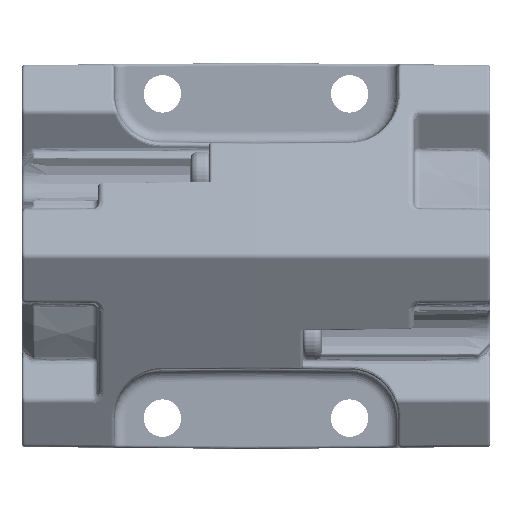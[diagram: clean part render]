
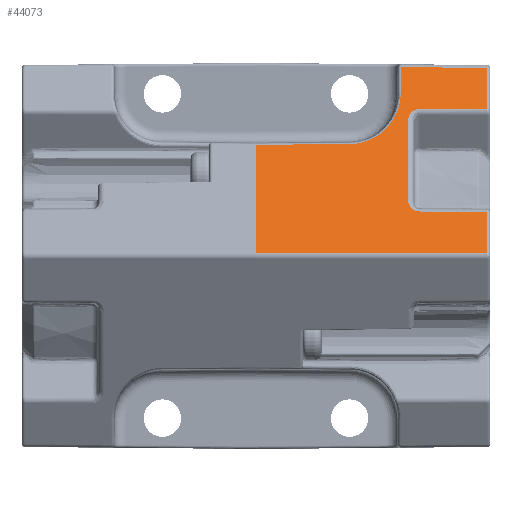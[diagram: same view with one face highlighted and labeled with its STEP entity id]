
A CAD part, front view. The second image highlights one B-rep face of the part: STEP entity #44073.
In plain terms, the highlighted planar face has unit normal (0.009, -0.866, 0.5).
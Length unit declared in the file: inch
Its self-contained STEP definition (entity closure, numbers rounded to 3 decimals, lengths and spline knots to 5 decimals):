
#494 = DIRECTION ( 'NONE',  ( 0.009, -0.866, 0.5 ) ) ;
#507 = VERTEX_POINT ( 'NONE', #30331 ) ;
#1064 =( BOUNDED_CURVE ( )  B_SPLINE_CURVE ( 3, ( #13375, #19072, #33284, #62159 ),
 .UNSPECIFIED., .F., .T. ) 
 B_SPLINE_CURVE_WITH_KNOTS ( ( 4, 4 ),
 ( 4.6899, 6.25687 ),
 .UNSPECIFIED. ) 
 CURVE ( )  GEOMETRIC_REPRESENTATION_ITEM ( )  RATIONAL_B_SPLINE_CURVE ( ( 1., 0.806, 0.806, 1. ) ) 
 REPRESENTATION_ITEM ( '' )  );
#1234 = ORIENTED_EDGE ( 'NONE', *, *, #13157, .T. ) ;
#1620 = VECTOR ( 'NONE', #55260, 39.37008 ) ;
#1773 = LINE ( 'NONE', #31248, #16140 ) ;
#3074 = LINE ( 'NONE', #52730, #58851 ) ;
#3153 = CARTESIAN_POINT ( 'NONE',  ( 0.52792, -0.45905, 0.4949 ) ) ;
#3359 = EDGE_CURVE ( 'NONE', #20082, #30476, #17259, .T. ) ;
#3907 = VERTEX_POINT ( 'NONE', #31328 ) ;
#4567 = CARTESIAN_POINT ( 'NONE',  ( 0.77764, -0.45642, 0.4951 ) ) ;
#5575 = CARTESIAN_POINT ( 'NONE',  ( 0., -0.53413, 0.37408 ) ) ;
#5809 = VECTOR ( 'NONE', #13220, 39.37008 ) ;
#6457 = DIRECTION ( 'NONE',  ( 0., 0.5, 0.866 ) ) ;
#7280 = CARTESIAN_POINT ( 'NONE',  ( 0.55067, -0.45871, 0.4951 ) ) ;
#8701 = VERTEX_POINT ( 'NONE', #54202 ) ;
#8766 = VECTOR ( 'NONE', #9147, 39.37008 ) ;
#8847 = CARTESIAN_POINT ( 'NONE',  ( 0.52811, -0.65823, 0.1499 ) ) ;
#9147 = DIRECTION ( 'NONE',  ( 0., 0.5, 0.866 ) ) ;
#9330 = DIRECTION ( 'NONE',  ( 0., 0.5, 0.866 ) ) ;
#10046 = FACE_OUTER_BOUND ( 'NONE', #44214, .T. ) ;
#10101 = CARTESIAN_POINT ( 'NONE',  ( 0.51198, -0.63578, 0.18907 ) ) ;
#10628 = DIRECTION ( 'NONE',  ( 0.004, -0.5, -0.866 ) ) ;
#11090 = VECTOR ( 'NONE', #18697, 39.37008 ) ;
#13157 = EDGE_CURVE ( 'NONE', #38163, #28295, #49061, .T. ) ;
#13220 = DIRECTION ( 'NONE',  ( -1., -0.005, 0.009 ) ) ;
#13375 = CARTESIAN_POINT ( 'NONE',  ( 0.48773, -0.42738, 0.55045 ) ) ;
#13825 = ORIENTED_EDGE ( 'NONE', *, *, #46698, .T. ) ;
#13873 = LINE ( 'NONE', #28436, #57773 ) ;
#14134 = AXIS2_PLACEMENT_3D ( 'NONE', #25570, #494, #34753 ) ;
#14551 = CARTESIAN_POINT ( 'NONE',  ( 0.00009, -0.53412, 0.37408 ) ) ;
#15190 = CARTESIAN_POINT ( 'NONE',  ( 0.51198, -0.48163, 0.45607 ) ) ;
#15291 = CARTESIAN_POINT ( 'NONE',  ( 0.55101, -0.4587, 0.4951 ) ) ;
#15372 = VECTOR ( 'NONE', #6457, 39.37008 ) ;
#15395 = ORIENTED_EDGE ( 'NONE', *, *, #56646, .F. ) ;
#15513 = CARTESIAN_POINT ( 'NONE',  ( 0.51198, -0.46473, 0.48534 ) ) ;
#16140 = VECTOR ( 'NONE', #20860, 39.37008 ) ;
#16641 = CARTESIAN_POINT ( 'NONE',  ( -0.00099, -0.46427, 0.4951 ) ) ;
#16785 = VERTEX_POINT ( 'NONE', #5575 ) ;
#17259 = LINE ( 'NONE', #16641, #1620 ) ;
#17658 = VERTEX_POINT ( 'NONE', #20959 ) ;
#17988 = EDGE_CURVE ( 'NONE', #38163, #507, #49109, .T. ) ;
#17999 = EDGE_CURVE ( 'NONE', #3907, #16785, #23442, .T. ) ;
#18205 = VERTEX_POINT ( 'NONE', #22443 ) ;
#18382 = CARTESIAN_POINT ( 'NONE',  ( 0.55101, -0.65812, 0.1497 ) ) ;
#18697 = DIRECTION ( 'NONE',  ( -1., -0.015, -0.009 ) ) ;
#19072 = CARTESIAN_POINT ( 'NONE',  ( 0.48824, -0.48561, 0.44959 ) ) ;
#19581 = LINE ( 'NONE', #48664, #58686 ) ;
#20082 = VERTEX_POINT ( 'NONE', #15291 ) ;
#20149 = LINE ( 'NONE', #45718, #59102 ) ;
#20183 = VERTEX_POINT ( 'NONE', #58984 ) ;
#20351 = EDGE_CURVE ( 'NONE', #60986, #28295, #52417, .T. ) ;
#20860 = DIRECTION ( 'NONE',  ( -1., -0.005, 0.009 ) ) ;
#20880 = EDGE_CURVE ( 'NONE', #59078, #8701, #13873, .T. ) ;
#20959 = CARTESIAN_POINT ( 'NONE',  ( 0.77764, -0.37681, 0.63298 ) ) ;
#22443 = CARTESIAN_POINT ( 'NONE',  ( 0.4873, -0.37828, 0.63551 ) ) ;
#22547 = CARTESIAN_POINT ( 'NONE',  ( 0.51198, -0.4685, 0.47881 ) ) ;
#23442 = LINE ( 'NONE', #14551, #11090 ) ;
#25103 = EDGE_CURVE ( 'NONE', #18205, #30241, #20149, .T. ) ;
#25570 = CARTESIAN_POINT ( 'NONE',  ( 0., -0.56258, 0.3248 ) ) ;
#25607 = ORIENTED_EDGE ( 'NONE', *, *, #25103, .T. ) ;
#25799 = LINE ( 'NONE', #49849, #15372 ) ;
#25933 = ORIENTED_EDGE ( 'NONE', *, *, #17999, .T. ) ;
#27288 = ORIENTED_EDGE ( 'NONE', *, *, #31221, .F. ) ;
#28295 = VERTEX_POINT ( 'NONE', #15190 ) ;
#28353 = CARTESIAN_POINT ( 'NONE',  ( 0.55078, -0.45871, 0.4951 ) ) ;
#28436 = CARTESIAN_POINT ( 'NONE',  ( 0.00183, -0.7444, 0.00984 ) ) ;
#28704 = EDGE_CURVE ( 'NONE', #30476, #17658, #19581, .T. ) ;
#29426 = CARTESIAN_POINT ( 'NONE',  ( 0.51198, -0.64901, 0.16617 ) ) ;
#30241 = VERTEX_POINT ( 'NONE', #37446 ) ;
#30331 = CARTESIAN_POINT ( 'NONE',  ( 0.55101, -0.65812, 0.1497 ) ) ;
#30476 = VERTEX_POINT ( 'NONE', #4567 ) ;
#31221 = EDGE_CURVE ( 'NONE', #59078, #16785, #3074, .T. ) ;
#31248 = CARTESIAN_POINT ( 'NONE',  ( 0.53144, -0.65822, 0.14987 ) ) ;
#31328 = CARTESIAN_POINT ( 'NONE',  ( 0.31656, -0.52932, 0.37688 ) ) ;
#32478 = CARTESIAN_POINT ( 'NONE',  ( 0.55089, -0.45871, 0.4951 ) ) ;
#32793 = CARTESIAN_POINT ( 'NONE',  ( 0.55101, -0.4587, 0.4951 ) ) ;
#33284 = CARTESIAN_POINT ( 'NONE',  ( 0.41742, -0.52778, 0.37778 ) ) ;
#34753 = DIRECTION ( 'NONE',  ( 0., -0.5, -0.866 ) ) ;
#37446 = CARTESIAN_POINT ( 'NONE',  ( 0.48773, -0.42738, 0.55045 ) ) ;
#38163 = VERTEX_POINT ( 'NONE', #49193 ) ;
#38299 = ORIENTED_EDGE ( 'NONE', *, *, #53661, .T. ) ;
#40465 = ORIENTED_EDGE ( 'NONE', *, *, #28704, .T. ) ;
#40768 = EDGE_CURVE ( 'NONE', #20183, #507, #1773, .T. ) ;
#42291 = CARTESIAN_POINT ( 'NONE',  ( 0.55067, -0.45871, 0.4951 ) ) ;
#42350 = CARTESIAN_POINT ( 'NONE',  ( 0.47734, -0.37833, 0.6356 ) ) ;
#43600 = PLANE ( 'NONE',  #14134 ) ;
#43900 = ORIENTED_EDGE ( 'NONE', *, *, #3359, .T. ) ;
#44073 = ADVANCED_FACE ( 'NONE', ( #10046 ), #43600, .T. ) ;
#44214 = EDGE_LOOP ( 'NONE', ( #38299, #25933, #27288, #58242, #13825, #53108, #46206, #1234, #61408, #15395, #43900, #40465, #50320, #25607 ) ) ;
#44865 = DIRECTION ( 'NONE',  ( 0., 0.5, 0.866 ) ) ;
#45718 = CARTESIAN_POINT ( 'NONE',  ( 0.48775, -0.43023, 0.54552 ) ) ;
#46206 = ORIENTED_EDGE ( 'NONE', *, *, #17988, .F. ) ;
#46698 = EDGE_CURVE ( 'NONE', #8701, #20183, #25799, .T. ) ;
#47428 = DIRECTION ( 'NONE',  ( 1., 0.01, 0. ) ) ;
#48664 = CARTESIAN_POINT ( 'NONE',  ( 0.77764, -0.5567, 0.32141 ) ) ;
#49061 = LINE ( 'NONE', #15513, #8766 ) ;
#49109 =( BOUNDED_CURVE ( )  B_SPLINE_CURVE ( 3, ( #10101, #29426, #8847, #18382 ),
 .UNSPECIFIED., .F., .T. ) 
 B_SPLINE_CURVE_WITH_KNOTS ( ( 4, 4 ),
 ( 1.58825, 3.15032 ),
 .UNSPECIFIED. ) 
 CURVE ( )  GEOMETRIC_REPRESENTATION_ITEM ( )  RATIONAL_B_SPLINE_CURVE ( ( 1., 0.807, 0.807, 1. ) ) 
 REPRESENTATION_ITEM ( '' )  );
#49193 = CARTESIAN_POINT ( 'NONE',  ( 0.51198, -0.63578, 0.18907 ) ) ;
#49849 = CARTESIAN_POINT ( 'NONE',  ( 0.77764, -0.5567, 0.32141 ) ) ;
#50320 = ORIENTED_EDGE ( 'NONE', *, *, #61423, .T. ) ;
#51325 = CARTESIAN_POINT ( 'NONE',  ( 0.55067, -0.45871, 0.4951 ) ) ;
#52417 =( BOUNDED_CURVE ( )  B_SPLINE_CURVE ( 3, ( #51325, #3153, #22547, #61184 ),
 .UNSPECIFIED., .F., .T. ) 
 B_SPLINE_CURVE_WITH_KNOTS ( ( 4, 4 ),
 ( 0., 1.55334 ),
 .UNSPECIFIED. ) 
 CURVE ( )  GEOMETRIC_REPRESENTATION_ITEM ( )  RATIONAL_B_SPLINE_CURVE ( ( 1., 0.809, 0.809, 1. ) ) 
 REPRESENTATION_ITEM ( '' )  );
#52730 = CARTESIAN_POINT ( 'NONE',  ( 0., -0.56258, 0.3248 ) ) ;
#52894 =( BOUNDED_CURVE ( )  B_SPLINE_CURVE ( 3, ( #32793, #32478, #28353, #42291 ),
 .UNSPECIFIED., .F., .T. ) 
 B_SPLINE_CURVE_WITH_KNOTS ( ( 4, 4 ),
 ( 6.27446, 6.28319 ),
 .UNSPECIFIED. ) 
 CURVE ( )  GEOMETRIC_REPRESENTATION_ITEM ( )  RATIONAL_B_SPLINE_CURVE ( ( 1., 1., 1., 1. ) ) 
 REPRESENTATION_ITEM ( '' )  );
#53011 = CARTESIAN_POINT ( 'NONE',  ( 0., -0.74442, 0.00984 ) ) ;
#53108 = ORIENTED_EDGE ( 'NONE', *, *, #40768, .T. ) ;
#53661 = EDGE_CURVE ( 'NONE', #30241, #3907, #1064, .T. ) ;
#54202 = CARTESIAN_POINT ( 'NONE',  ( 0.77764, -0.73658, 0.00984 ) ) ;
#55260 = DIRECTION ( 'NONE',  ( 1., 0.01, 0. ) ) ;
#56605 = LINE ( 'NONE', #42350, #5809 ) ;
#56646 = EDGE_CURVE ( 'NONE', #20082, #60986, #52894, .T. ) ;
#57773 = VECTOR ( 'NONE', #47428, 39.37008 ) ;
#58242 = ORIENTED_EDGE ( 'NONE', *, *, #20880, .T. ) ;
#58686 = VECTOR ( 'NONE', #44865, 39.37008 ) ;
#58851 = VECTOR ( 'NONE', #9330, 39.37008 ) ;
#58984 = CARTESIAN_POINT ( 'NONE',  ( 0.77764, -0.65698, 0.14772 ) ) ;
#59078 = VERTEX_POINT ( 'NONE', #53011 ) ;
#59102 = VECTOR ( 'NONE', #10628, 39.37008 ) ;
#60986 = VERTEX_POINT ( 'NONE', #7280 ) ;
#61184 = CARTESIAN_POINT ( 'NONE',  ( 0.51198, -0.48163, 0.45607 ) ) ;
#61408 = ORIENTED_EDGE ( 'NONE', *, *, #20351, .F. ) ;
#61423 = EDGE_CURVE ( 'NONE', #17658, #18205, #56605, .T. ) ;
#62159 = CARTESIAN_POINT ( 'NONE',  ( 0.31656, -0.52932, 0.37688 ) ) ;
